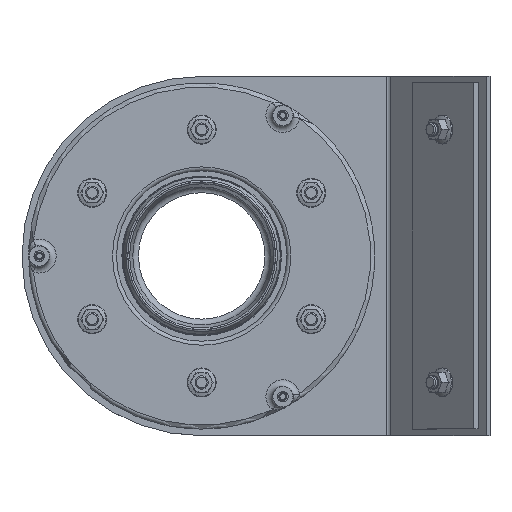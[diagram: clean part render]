
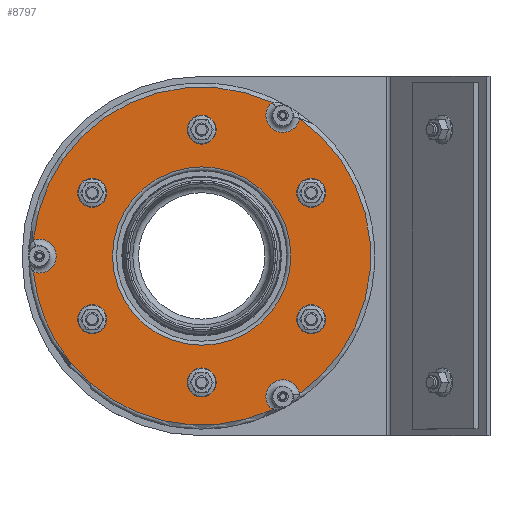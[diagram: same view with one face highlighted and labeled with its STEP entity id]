
A CAD part, top view. The second image highlights one B-rep face of the part: STEP entity #8797.
In plain terms, the highlighted planar face has unit normal (0, 0, 1).
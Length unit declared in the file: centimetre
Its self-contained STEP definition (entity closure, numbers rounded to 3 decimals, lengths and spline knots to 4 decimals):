
#671=FACE_BOUND('',#1952,.T.);
#672=FACE_BOUND('',#1953,.T.);
#673=FACE_BOUND('',#1954,.T.);
#674=FACE_BOUND('',#1955,.T.);
#675=FACE_BOUND('',#1956,.T.);
#676=FACE_BOUND('',#1957,.T.);
#677=FACE_BOUND('',#1958,.T.);
#825=PLANE('',#9893);
#1308=FACE_OUTER_BOUND('',#1951,.T.);
#1951=EDGE_LOOP('',(#7635,#7636,#7637,#7638,#7639,#7640,#7641));
#1952=EDGE_LOOP('',(#7642));
#1953=EDGE_LOOP('',(#7643));
#1954=EDGE_LOOP('',(#7644));
#1955=EDGE_LOOP('',(#7645));
#1956=EDGE_LOOP('',(#7646));
#1957=EDGE_LOOP('',(#7647));
#1958=EDGE_LOOP('',(#7648));
#3529=CIRCLE('',#9843,8.5);
#3535=CIRCLE('',#9852,8.5);
#3541=CIRCLE('',#9861,8.5);
#3547=CIRCLE('',#9870,8.5);
#3553=CIRCLE('',#9879,8.5);
#3559=CIRCLE('',#9888,8.5);
#3562=CIRCLE('',#9894,12.7676);
#3563=CIRCLE('',#9895,127.);
#3564=CIRCLE('',#9896,127.);
#3565=CIRCLE('',#9897,12.7676);
#3566=CIRCLE('',#9898,127.);
#3567=CIRCLE('',#9899,12.7676);
#3568=CIRCLE('',#9900,127.);
#3569=CIRCLE('',#9901,67.);
#4265=VERTEX_POINT('',#15810);
#4270=VERTEX_POINT('',#15826);
#4275=VERTEX_POINT('',#15842);
#4280=VERTEX_POINT('',#15858);
#4285=VERTEX_POINT('',#15874);
#4290=VERTEX_POINT('',#15890);
#4293=VERTEX_POINT('',#15902);
#4294=VERTEX_POINT('',#15903);
#4295=VERTEX_POINT('',#15905);
#4296=VERTEX_POINT('',#15907);
#4297=VERTEX_POINT('',#15909);
#4298=VERTEX_POINT('',#15911);
#4299=VERTEX_POINT('',#15913);
#4300=VERTEX_POINT('',#15916);
#5381=EDGE_CURVE('',#4265,#4265,#3529,.T.);
#5389=EDGE_CURVE('',#4270,#4270,#3535,.T.);
#5397=EDGE_CURVE('',#4275,#4275,#3541,.T.);
#5405=EDGE_CURVE('',#4280,#4280,#3547,.T.);
#5413=EDGE_CURVE('',#4285,#4285,#3553,.T.);
#5421=EDGE_CURVE('',#4290,#4290,#3559,.T.);
#5426=EDGE_CURVE('',#4293,#4294,#3562,.T.);
#5427=EDGE_CURVE('',#4295,#4293,#3563,.T.);
#5428=EDGE_CURVE('',#4296,#4295,#3564,.T.);
#5429=EDGE_CURVE('',#4297,#4296,#3565,.T.);
#5430=EDGE_CURVE('',#4298,#4297,#3566,.T.);
#5431=EDGE_CURVE('',#4299,#4298,#3567,.T.);
#5432=EDGE_CURVE('',#4294,#4299,#3568,.T.);
#5433=EDGE_CURVE('',#4300,#4300,#3569,.T.);
#7635=ORIENTED_EDGE('',*,*,#5426,.F.);
#7636=ORIENTED_EDGE('',*,*,#5427,.F.);
#7637=ORIENTED_EDGE('',*,*,#5428,.F.);
#7638=ORIENTED_EDGE('',*,*,#5429,.F.);
#7639=ORIENTED_EDGE('',*,*,#5430,.F.);
#7640=ORIENTED_EDGE('',*,*,#5431,.F.);
#7641=ORIENTED_EDGE('',*,*,#5432,.F.);
#7642=ORIENTED_EDGE('',*,*,#5381,.F.);
#7643=ORIENTED_EDGE('',*,*,#5389,.F.);
#7644=ORIENTED_EDGE('',*,*,#5397,.F.);
#7645=ORIENTED_EDGE('',*,*,#5405,.F.);
#7646=ORIENTED_EDGE('',*,*,#5413,.F.);
#7647=ORIENTED_EDGE('',*,*,#5421,.F.);
#7648=ORIENTED_EDGE('',*,*,#5433,.T.);
#8797=ADVANCED_FACE('',(#1308,#671,#672,#673,#674,#675,#676,#677),#825,
 .T.);
#9843=AXIS2_PLACEMENT_3D('',#15812,#12279,#12280);
#9852=AXIS2_PLACEMENT_3D('',#15828,#12299,#12300);
#9861=AXIS2_PLACEMENT_3D('',#15844,#12319,#12320);
#9870=AXIS2_PLACEMENT_3D('',#15860,#12339,#12340);
#9879=AXIS2_PLACEMENT_3D('',#15876,#12359,#12360);
#9888=AXIS2_PLACEMENT_3D('',#15892,#12379,#12380);
#9893=AXIS2_PLACEMENT_3D('',#15901,#12391,#12392);
#9894=AXIS2_PLACEMENT_3D('',#15904,#12393,#12394);
#9895=AXIS2_PLACEMENT_3D('',#15906,#12395,#12396);
#9896=AXIS2_PLACEMENT_3D('',#15908,#12397,#12398);
#9897=AXIS2_PLACEMENT_3D('',#15910,#12399,#12400);
#9898=AXIS2_PLACEMENT_3D('',#15912,#12401,#12402);
#9899=AXIS2_PLACEMENT_3D('',#15914,#12403,#12404);
#9900=AXIS2_PLACEMENT_3D('',#15915,#12405,#12406);
#9901=AXIS2_PLACEMENT_3D('',#15917,#12407,#12408);
#12279=DIRECTION('center_axis',(0.,0.,
1.));
#12280=DIRECTION('ref_axis',(0.866,0.5,0.));
#12299=DIRECTION('center_axis',(0.,0.,
1.));
#12300=DIRECTION('ref_axis',(0.866,0.5,0.));
#12319=DIRECTION('center_axis',(0.,0.,
1.));
#12320=DIRECTION('ref_axis',(0.866,0.5,0.));
#12339=DIRECTION('center_axis',(0.,0.,
1.));
#12340=DIRECTION('ref_axis',(0.866,0.5,0.));
#12359=DIRECTION('center_axis',(0.,0.,
1.));
#12360=DIRECTION('ref_axis',(0.866,0.5,0.));
#12379=DIRECTION('center_axis',(0.,0.,
1.));
#12380=DIRECTION('ref_axis',(0.866,0.5,0.));
#12391=DIRECTION('center_axis',(0.,0.,
1.));
#12392=DIRECTION('ref_axis',(-0.866,-0.5,0.));
#12393=DIRECTION('center_axis',(0.,0.,
1.));
#12394=DIRECTION('ref_axis',(1.,0.,0.));
#12395=DIRECTION('center_axis',(0.,0.,
-1.));
#12396=DIRECTION('ref_axis',(0.5,-0.866,0.));
#12397=DIRECTION('center_axis',(0.,0.,
-1.));
#12398=DIRECTION('ref_axis',(0.5,-0.866,0.));
#12399=DIRECTION('center_axis',(0.,0.,
1.));
#12400=DIRECTION('ref_axis',(-0.5,0.866,0.));
#12401=DIRECTION('center_axis',(0.,0.,
-1.));
#12402=DIRECTION('ref_axis',(0.5,-0.866,0.));
#12403=DIRECTION('center_axis',(0.,0.,
1.));
#12404=DIRECTION('ref_axis',(-0.5,-0.866,0.));
#12405=DIRECTION('center_axis',(0.,0.,
-1.));
#12406=DIRECTION('ref_axis',(0.5,-0.866,0.));
#12407=DIRECTION('center_axis',(0.,0.,
-1.));
#12408=DIRECTION('ref_axis',(0.5,-0.866,0.));
#15810=CARTESIAN_POINT('',(360.3144,382.9243,241.4603));
#15812=CARTESIAN_POINT('Origin',(364.5644,390.2855,241.4603));
#15826=CARTESIAN_POINT('',(524.8593,397.6467,241.4603));
#15828=CARTESIAN_POINT('Origin',(529.1093,390.2855,241.4603));
#15842=CARTESIAN_POINT('',(455.3369,247.7855,241.4603));
#15844=CARTESIAN_POINT('Origin',(446.8369,247.7855,241.4603));
#15858=CARTESIAN_POINT('',(533.3593,302.6467,241.4603));
#15860=CARTESIAN_POINT('Origin',(529.1093,295.2855,241.4603));
#15874=CARTESIAN_POINT('',(438.3369,437.7855,241.4603));
#15876=CARTESIAN_POINT('Origin',(446.8369,437.7855,241.4603));
#15890=CARTESIAN_POINT('',(368.8144,287.9243,241.4603));
#15892=CARTESIAN_POINT('Origin',(364.5644,295.2855,241.4603));
#15901=CARTESIAN_POINT('Origin',(383.3369,452.7707,241.4603));
#15902=CARTESIAN_POINT('',(320.4025,330.8128,241.4603));
#15903=CARTESIAN_POINT('',(320.4025,354.7583,241.4603));
#15904=CARTESIAN_POINT('Origin',(324.8369,342.7855,241.4603));
#15905=CARTESIAN_POINT('',(336.8516,279.2855,241.4603));
#15906=CARTESIAN_POINT('Origin',(446.8369,342.7855,241.4603));
#15907=CARTESIAN_POINT('',(499.6853,227.3038,241.4603));
#15908=CARTESIAN_POINT('Origin',(446.8369,342.7855,241.4603));
#15909=CARTESIAN_POINT('',(520.4228,239.2765,241.4603));
#15910=CARTESIAN_POINT('Origin',(507.8369,237.1304,241.4603));
#15911=CARTESIAN_POINT('',(520.4228,446.2945,241.4603));
#15912=CARTESIAN_POINT('Origin',(446.8369,342.7855,241.4603));
#15913=CARTESIAN_POINT('',(499.6853,458.2673,241.4603));
#15914=CARTESIAN_POINT('Origin',(507.8369,448.4406,241.4603));
#15915=CARTESIAN_POINT('Origin',(446.8369,342.7855,241.4603));
#15916=CARTESIAN_POINT('',(388.8132,309.2855,241.4603));
#15917=CARTESIAN_POINT('Origin',(446.8369,342.7855,241.4603));
